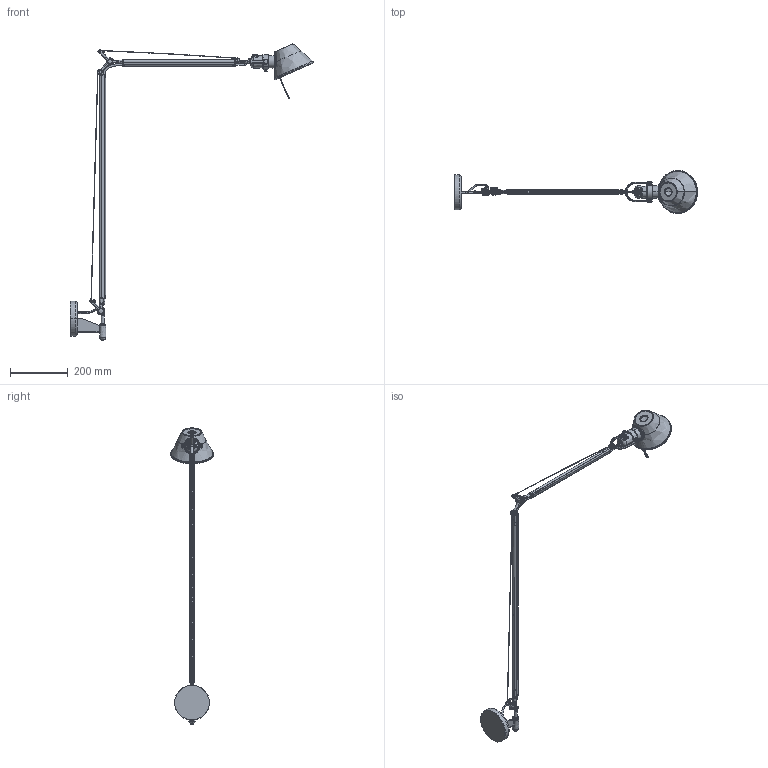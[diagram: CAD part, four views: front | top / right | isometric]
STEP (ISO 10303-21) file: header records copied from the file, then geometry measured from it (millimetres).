
FILE_DESCRIPTION(/* description */ (''),/* implementation_level */ '2;1');
FILE_NAME(/* name */ 'A046100__TOLOMEO BRACCIO LED CON INT',/* time_stamp */ '2014-06-06T11:11:46+02:00',/* author */ (''),/* organization */ (''),/* preprocessor_version */ 'ST-DEVELOPER v10',/* originating_system */ '',/* authorisation */ '');
FILE_SCHEMA (('AUTOMOTIVE_DESIGN'));
Products named in the file (4): 1; 2; 3; 4
Assembly tree (3 placements, depth 2):
  1
    2
    3
    4
Bounding box: 841.79 x 148.77 x 1024.95 mm (x, y, z)
Volume: 466374 mm3; surface area: 387844.3 mm2
Topology: 46 solids, 60 shells, 4696 faces, 13047 edges, 8381 vertices
Faces by surface type: bspline 3228, plane 1468
Entity records: 169286 total; most frequent: CARTESIAN_POINT 94296, ORIENTED_EDGE 25699, EDGE_CURVE 12985, VERTEX_POINT 8384, B_SPLINE_CURVE_WITH_KNOTS 8233, EDGE_LOOP 4887, ADVANCED_FACE 4696, FACE_OUTER_BOUND 4696
